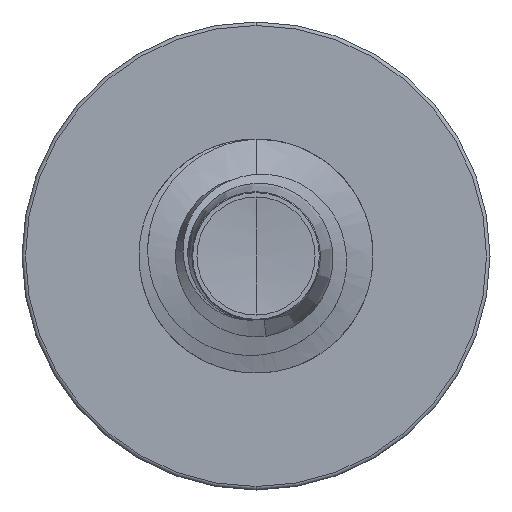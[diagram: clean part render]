
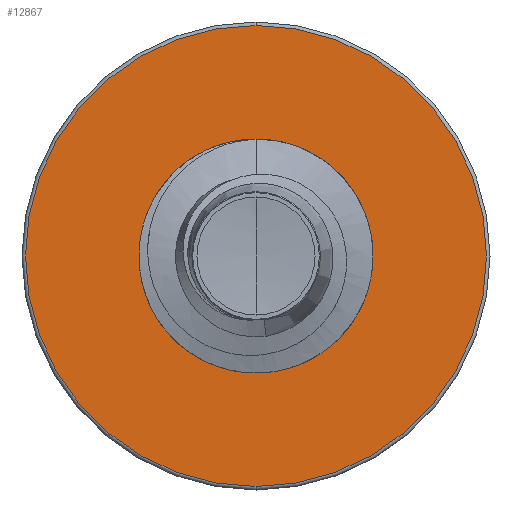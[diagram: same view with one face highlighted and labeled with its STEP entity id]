
A CAD part, front view. The second image highlights one B-rep face of the part: STEP entity #12867.
In plain terms, the highlighted planar face has unit normal (0, -1, 0).
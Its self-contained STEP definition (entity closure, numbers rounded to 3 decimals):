
#94 = CARTESIAN_POINT ( 'NONE',  ( 0., 7., -3.447 ) ) ;
#172 = CIRCLE ( 'NONE', #1932, 3.448 ) ;
#535 = VERTEX_POINT ( 'NONE', #6679 ) ;
#840 = CIRCLE ( 'NONE', #8488, 1.722 ) ;
#1201 = EDGE_LOOP ( 'NONE', ( #10967, #2691 ) ) ;
#1214 = AXIS2_PLACEMENT_3D ( 'NONE', #12608, #12596, #12595 ) ;
#1220 = DIRECTION ( 'NONE',  ( 0., 0., 1. ) ) ;
#1222 = AXIS2_PLACEMENT_3D ( 'NONE', #12633, #12627, #12617 ) ;
#1223 = DIRECTION ( 'NONE',  ( 0., 1., 0. ) ) ;
#1243 = CARTESIAN_POINT ( 'NONE',  ( 0., 7., 0. ) ) ;
#1932 = AXIS2_PLACEMENT_3D ( 'NONE', #8215, #8209, #8197 ) ;
#2361 = CIRCLE ( 'NONE', #1214, 3.448 ) ;
#2691 = ORIENTED_EDGE ( 'NONE', *, *, #11501, .T. ) ;
#3635 = FACE_OUTER_BOUND ( 'NONE', #13059, .T. ) ;
#5640 = ORIENTED_EDGE ( 'NONE', *, *, #11225, .F. ) ;
#5720 = CIRCLE ( 'NONE', #1222, 1.722 ) ;
#6464 = VERTEX_POINT ( 'NONE', #94 ) ;
#6679 = CARTESIAN_POINT ( 'NONE',  ( 0., 7., 1.722 ) ) ;
#6995 = VERTEX_POINT ( 'NONE', #9068 ) ;
#7044 = DIRECTION ( 'NONE',  ( 0., 0., 1. ) ) ;
#7093 = DIRECTION ( 'NONE',  ( 0., 1., 0. ) ) ;
#7205 = CARTESIAN_POINT ( 'NONE',  ( 0., 7., -1.722 ) ) ;
#7443 = PLANE ( 'NONE',  #11626 ) ;
#7806 = VERTEX_POINT ( 'NONE', #12677 ) ;
#8197 = DIRECTION ( 'NONE',  ( 0., 0., 1. ) ) ;
#8209 = DIRECTION ( 'NONE',  ( 0., 1., 0. ) ) ;
#8215 = CARTESIAN_POINT ( 'NONE',  ( 0., 7., 0. ) ) ;
#8488 = AXIS2_PLACEMENT_3D ( 'NONE', #1243, #1223, #1220 ) ;
#8659 = ORIENTED_EDGE ( 'NONE', *, *, #11674, .F. ) ;
#9068 = CARTESIAN_POINT ( 'NONE',  ( 0., 7., -1.722 ) ) ;
#10967 = ORIENTED_EDGE ( 'NONE', *, *, #11657, .T. ) ;
#11225 = EDGE_CURVE ( 'NONE', #7806, #6464, #172, .T. ) ;
#11501 = EDGE_CURVE ( 'NONE', #6995, #535, #840, .T. ) ;
#11626 = AXIS2_PLACEMENT_3D ( 'NONE', #7205, #7093, #7044 ) ;
#11657 = EDGE_CURVE ( 'NONE', #535, #6995, #5720, .T. ) ;
#11674 = EDGE_CURVE ( 'NONE', #6464, #7806, #2361, .T. ) ;
#12595 = DIRECTION ( 'NONE',  ( 0., 0., 1. ) ) ;
#12596 = DIRECTION ( 'NONE',  ( 0., 1., 0. ) ) ;
#12608 = CARTESIAN_POINT ( 'NONE',  ( 0., 7., 0. ) ) ;
#12617 = DIRECTION ( 'NONE',  ( 0., 0., 1. ) ) ;
#12627 = DIRECTION ( 'NONE',  ( 0., 1., 0. ) ) ;
#12633 = CARTESIAN_POINT ( 'NONE',  ( 0., 7., 0. ) ) ;
#12677 = CARTESIAN_POINT ( 'NONE',  ( 0., 7., 3.448 ) ) ;
#12867 = ADVANCED_FACE ( 'NONE', ( #3635, #13092 ), #7443, .F. ) ;
#13059 = EDGE_LOOP ( 'NONE', ( #5640, #8659 ) ) ;
#13092 = FACE_BOUND ( 'NONE', #1201, .T. ) ;
